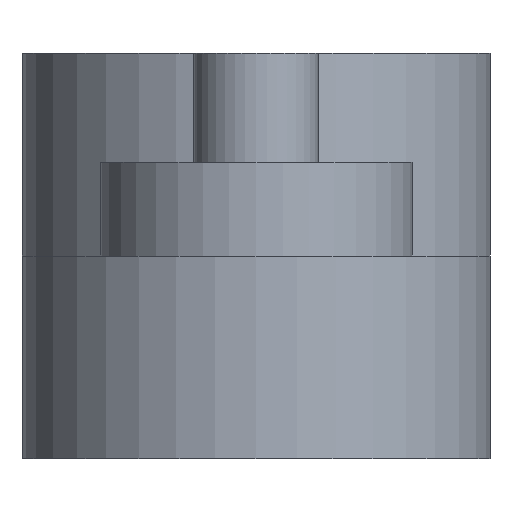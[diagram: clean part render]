
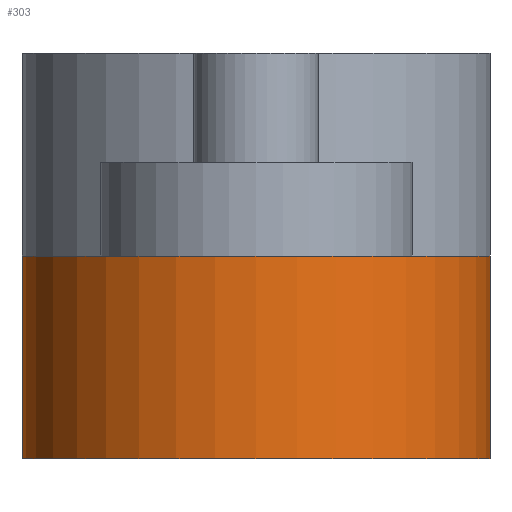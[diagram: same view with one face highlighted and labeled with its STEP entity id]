
A CAD part, front view. The second image highlights one B-rep face of the part: STEP entity #303.
In plain terms, the highlighted cylindrical face has radius 15 mm (diameter 30 mm), a partial arc.
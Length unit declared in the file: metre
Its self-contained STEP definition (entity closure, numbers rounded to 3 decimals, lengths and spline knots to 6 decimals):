
#17=CYLINDRICAL_SURFACE('',#349,0.015);
#30=LINE('',#520,#46);
#31=LINE('',#524,#47);
#46=VECTOR('',#427,1.);
#47=VECTOR('',#430,1.);
#90=ORIENTED_EDGE('',*,*,#145,.T.);
#91=ORIENTED_EDGE('',*,*,#146,.F.);
#92=ORIENTED_EDGE('',*,*,#147,.F.);
#93=ORIENTED_EDGE('',*,*,#148,.T.);
#145=EDGE_CURVE('',#176,#177,#199,.T.);
#146=EDGE_CURVE('',#178,#177,#30,.T.);
#147=EDGE_CURVE('',#179,#178,#200,.T.);
#148=EDGE_CURVE('',#179,#176,#31,.T.);
#176=VERTEX_POINT('',#518);
#177=VERTEX_POINT('',#519);
#178=VERTEX_POINT('',#521);
#179=VERTEX_POINT('',#523);
#199=CIRCLE('',#350,0.015);
#200=CIRCLE('',#351,0.015);
#226=EDGE_LOOP('',(#90,#91,#92,#93));
#262=FACE_BOUND('',#226,.T.);
#303=ADVANCED_FACE('',(#262),#17,.T.);
#349=AXIS2_PLACEMENT_3D('',#516,#423,#424);
#350=AXIS2_PLACEMENT_3D('',#517,#425,#426);
#351=AXIS2_PLACEMENT_3D('',#522,#428,#429);
#423=DIRECTION('',(0.,0.,1.));
#424=DIRECTION('',(1.,0.,0.));
#425=DIRECTION('',(0.,0.,-1.));
#426=DIRECTION('',(-1.,0.,0.));
#427=DIRECTION('',(0.,0.,1.));
#428=DIRECTION('',(0.,0.,-1.));
#429=DIRECTION('',(-1.,0.,0.));
#430=DIRECTION('',(0.,0.,1.));
#516=CARTESIAN_POINT('',(0.,0.,-0.026));
#517=CARTESIAN_POINT('',(0.,0.,-0.013));
#518=CARTESIAN_POINT('',(0.015,0.,-0.013));
#519=CARTESIAN_POINT('',(-0.015,0.,-0.013));
#520=CARTESIAN_POINT('',(-0.015,0.,-0.026));
#521=CARTESIAN_POINT('',(-0.015,0.,-0.026));
#522=CARTESIAN_POINT('',(0.,0.,-0.026));
#523=CARTESIAN_POINT('',(0.015,0.,-0.026));
#524=CARTESIAN_POINT('',(0.015,0.,-0.026));
